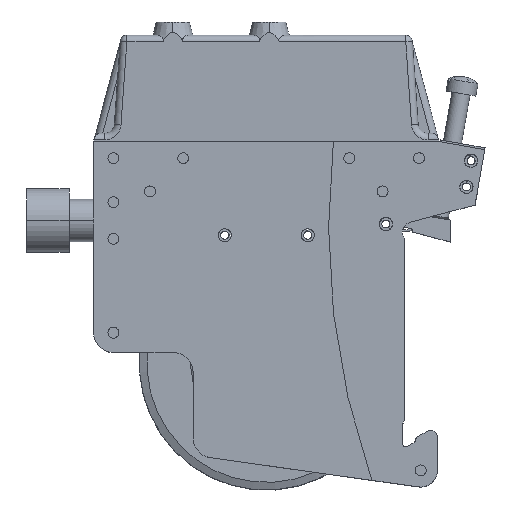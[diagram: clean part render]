
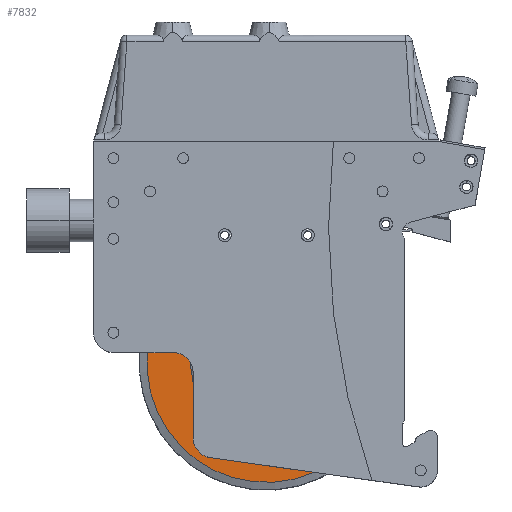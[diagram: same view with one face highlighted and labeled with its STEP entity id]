
A CAD part, top view. The second image highlights one B-rep face of the part: STEP entity #7832.
In plain terms, the highlighted planar face has unit normal (0, 0, 1).
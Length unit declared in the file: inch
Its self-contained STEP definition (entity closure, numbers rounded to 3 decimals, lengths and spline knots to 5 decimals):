
#1212 = CIRCLE ( 'NONE', #10234, 0.895 ) ;
#1699 = CIRCLE ( 'NONE', #23976, 1.41417 ) ;
#2584 = CIRCLE ( 'NONE', #17437, 1.41417 ) ;
#2944 = DIRECTION ( 'NONE',  ( 0., 0., 1. ) ) ;
#3911 = DIRECTION ( 'NONE',  ( -0.899, 0.439, 0. ) ) ;
#4515 = CIRCLE ( 'NONE', #27228, 0.895 ) ;
#4918 = DIRECTION ( 'NONE',  ( 0., 0., 1. ) ) ;
#5412 = AXIS2_PLACEMENT_3D ( 'NONE', #8178, #29383, #3911 ) ;
#5733 = FACE_BOUND ( 'NONE', #19498, .T. ) ;
#6350 = EDGE_CURVE ( 'NONE', #8955, #7913, #2584, .T. ) ;
#7832 = ADVANCED_FACE ( 'NONE', ( #5733, #26091 ), #13163, .F. ) ;
#7913 = VERTEX_POINT ( 'NONE', #27543 ) ;
#8178 = CARTESIAN_POINT ( 'NONE',  ( 2.66743, -1.35382, 0.2829 ) ) ;
#8955 = VERTEX_POINT ( 'NONE', #28306 ) ;
#10234 = AXIS2_PLACEMENT_3D ( 'NONE', #13583, #10599, #20685 ) ;
#10599 = DIRECTION ( 'NONE',  ( 0., 0., 1. ) ) ;
#10699 = DIRECTION ( 'NONE',  ( 0.899, -0.439, 0. ) ) ;
#12562 = EDGE_CURVE ( 'NONE', #20208, #13317, #1212, .T. ) ;
#12595 = ORIENTED_EDGE ( 'NONE', *, *, #30089, .T. ) ;
#13163 = PLANE ( 'NONE',  #5412 ) ;
#13317 = VERTEX_POINT ( 'NONE', #13786 ) ;
#13583 = CARTESIAN_POINT ( 'NONE',  ( 2.04724, -2.62474, 0.2829 ) ) ;
#13681 = CARTESIAN_POINT ( 'NONE',  ( 2.04724, -2.62474, 0.2829 ) ) ;
#13786 = CARTESIAN_POINT ( 'NONE',  ( 1.2429, -2.23224, 0.2829 ) ) ;
#16244 = EDGE_LOOP ( 'NONE', ( #12595, #32036 ) ) ;
#17040 = ORIENTED_EDGE ( 'NONE', *, *, #18030, .F. ) ;
#17437 = AXIS2_PLACEMENT_3D ( 'NONE', #27566, #4918, #25102 ) ;
#18030 = EDGE_CURVE ( 'NONE', #13317, #20208, #4515, .T. ) ;
#18297 = DIRECTION ( 'NONE',  ( 0., 0., 1. ) ) ;
#18339 = CARTESIAN_POINT ( 'NONE',  ( 2.04724, -2.62474, 0.2829 ) ) ;
#19498 = EDGE_LOOP ( 'NONE', ( #24474, #17040 ) ) ;
#20208 = VERTEX_POINT ( 'NONE', #21954 ) ;
#20685 = DIRECTION ( 'NONE',  ( 0.899, -0.439, 0. ) ) ;
#20816 = DIRECTION ( 'NONE',  ( 0.899, -0.439, 0. ) ) ;
#21954 = CARTESIAN_POINT ( 'NONE',  ( 2.85159, -3.01724, 0.2829 ) ) ;
#23976 = AXIS2_PLACEMENT_3D ( 'NONE', #18339, #2944, #20816 ) ;
#24474 = ORIENTED_EDGE ( 'NONE', *, *, #12562, .F. ) ;
#25102 = DIRECTION ( 'NONE',  ( 0.899, -0.439, 0. ) ) ;
#26091 = FACE_OUTER_BOUND ( 'NONE', #16244, .T. ) ;
#27228 = AXIS2_PLACEMENT_3D ( 'NONE', #13681, #18297, #10699 ) ;
#27543 = CARTESIAN_POINT ( 'NONE',  ( 0.77632, -2.00456, 0.2829 ) ) ;
#27566 = CARTESIAN_POINT ( 'NONE',  ( 2.04724, -2.62474, 0.2829 ) ) ;
#28306 = CARTESIAN_POINT ( 'NONE',  ( 3.31817, -3.24492, 0.2829 ) ) ;
#29383 = DIRECTION ( 'NONE',  ( 0., 0., -1. ) ) ;
#30089 = EDGE_CURVE ( 'NONE', #7913, #8955, #1699, .T. ) ;
#32036 = ORIENTED_EDGE ( 'NONE', *, *, #6350, .T. ) ;
